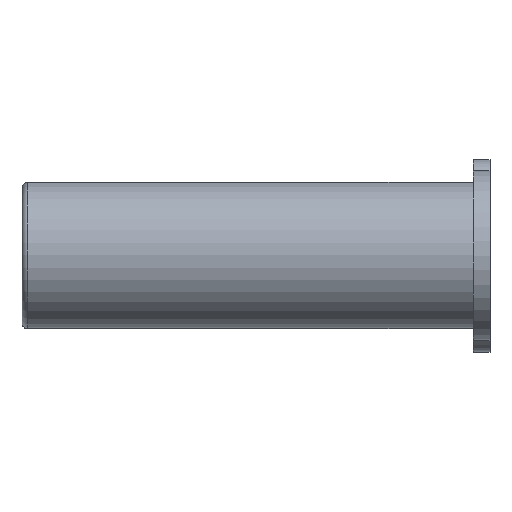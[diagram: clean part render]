
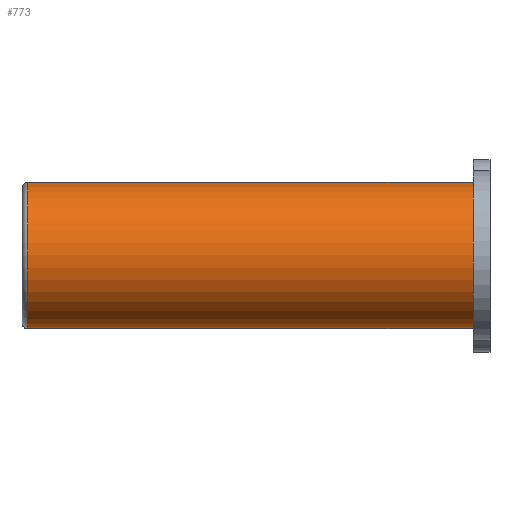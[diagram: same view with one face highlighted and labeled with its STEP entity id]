
A CAD part, top view. The second image highlights one B-rep face of the part: STEP entity #773.
In plain terms, the highlighted cylindrical face has radius 64.74 mm (diameter 129.481 mm), a full revolution.
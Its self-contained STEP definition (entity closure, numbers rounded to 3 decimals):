
#61=LINE('',#1200,#120);
#120=VECTOR('',#945,64.741);
#179=CYLINDRICAL_SURFACE('',#837,64.741);
#203=FACE_OUTER_BOUND('',#248,.T.);
#248=EDGE_LOOP('',(#551,#552,#553,#554));
#313=CIRCLE('',#836,64.741);
#314=CIRCLE('',#838,64.741);
#364=VERTEX_POINT('',#1195);
#365=VERTEX_POINT('',#1199);
#438=EDGE_CURVE('',#364,#364,#313,.T.);
#439=EDGE_CURVE('',#364,#365,#61,.T.);
#440=EDGE_CURVE('',#365,#365,#314,.T.);
#551=ORIENTED_EDGE('',*,*,#438,.F.);
#552=ORIENTED_EDGE('',*,*,#439,.T.);
#553=ORIENTED_EDGE('',*,*,#440,.F.);
#554=ORIENTED_EDGE('',*,*,#439,.F.);
#773=ADVANCED_FACE('',(#203),#179,.T.);
#836=AXIS2_PLACEMENT_3D('',#1197,#941,#942);
#837=AXIS2_PLACEMENT_3D('',#1198,#943,#944);
#838=AXIS2_PLACEMENT_3D('',#1201,#946,#947);
#941=DIRECTION('center_axis',(-1.,0.,0.));
#942=DIRECTION('ref_axis',(0.,0.,1.));
#943=DIRECTION('center_axis',(-1.,0.,0.));
#944=DIRECTION('ref_axis',(0.,0.,1.));
#945=DIRECTION('',(1.,0.,0.));
#946=DIRECTION('center_axis',(1.,0.,0.));
#947=DIRECTION('ref_axis',(0.,0.,1.));
#1195=CARTESIAN_POINT('',(-460.,-7.25,277.664));
#1197=CARTESIAN_POINT('Origin',(-460.,-7.25,342.405));
#1198=CARTESIAN_POINT('Origin',(-65.,-7.25,342.405));
#1199=CARTESIAN_POINT('',(-65.,-7.25,277.664));
#1200=CARTESIAN_POINT('',(-65.,-7.25,277.664));
#1201=CARTESIAN_POINT('Origin',(-65.,-7.25,342.405));
